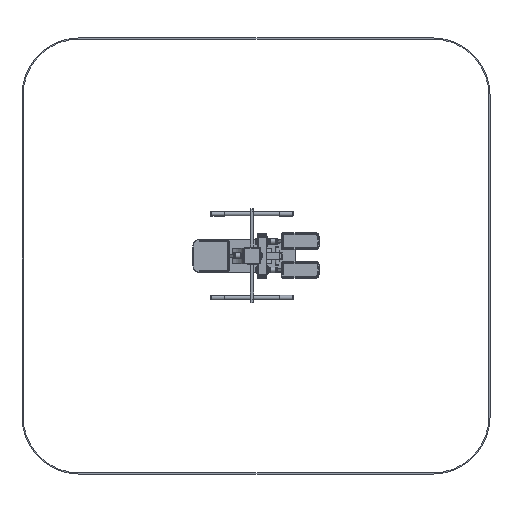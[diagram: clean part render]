
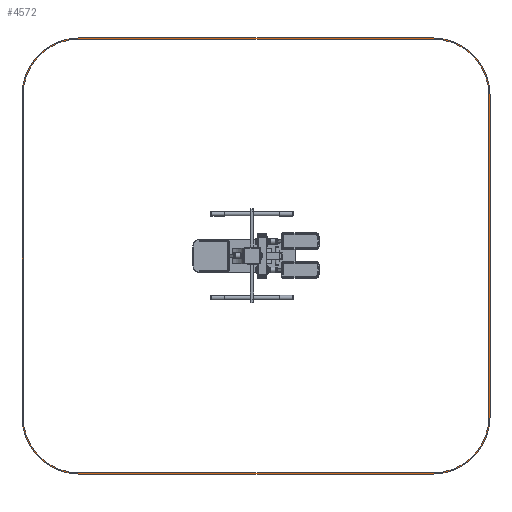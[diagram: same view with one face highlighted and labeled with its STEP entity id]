
A CAD part, top view. The second image highlights one B-rep face of the part: STEP entity #4572.
In plain terms, the highlighted planar face has unit normal (0, 0, 1).
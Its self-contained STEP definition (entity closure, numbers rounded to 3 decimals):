
#4572=ADVANCED_FACE('',(#12100,#12102),#12104,.F.);
#12100=FACE_BOUND('',#12101,.T.);
#12101=EDGE_LOOP('',(#20547,#20548,#20549,#20550,#20551,#20552,#20553,#20554));
#12102=FACE_BOUND('',#12103,.T.);
#12103=EDGE_LOOP('',(#20555,#20556,#20557,#20558,#20559,#20560,#20561,#20562));
#12104=PLANE('',#12105);
#12105=AXIS2_PLACEMENT_3D('',#12106,#12107,#12108);
#12106=CARTESIAN_POINT('',(0.,0.,0.));
#12107=DIRECTION('',(0.,0.,-1.));
#12108=DIRECTION('',(0.,1.,0.));
#20547=ORIENTED_EDGE('',*,*,#24455,.F.);
#20548=ORIENTED_EDGE('',*,*,#24452,.F.);
#20549=ORIENTED_EDGE('',*,*,#24449,.F.);
#20550=ORIENTED_EDGE('',*,*,#24446,.F.);
#20551=ORIENTED_EDGE('',*,*,#24443,.F.);
#20552=ORIENTED_EDGE('',*,*,#24440,.F.);
#20553=ORIENTED_EDGE('',*,*,#24437,.F.);
#20554=ORIENTED_EDGE('',*,*,#24433,.F.);
#20555=ORIENTED_EDGE('',*,*,#24479,.F.);
#20556=ORIENTED_EDGE('',*,*,#24476,.F.);
#20557=ORIENTED_EDGE('',*,*,#24473,.F.);
#20558=ORIENTED_EDGE('',*,*,#24470,.F.);
#20559=ORIENTED_EDGE('',*,*,#24467,.F.);
#20560=ORIENTED_EDGE('',*,*,#24464,.F.);
#20561=ORIENTED_EDGE('',*,*,#24461,.F.);
#20562=ORIENTED_EDGE('',*,*,#24457,.F.);
#24433=EDGE_CURVE('',#26416,#26417,#26418,.T.);
#24437=EDGE_CURVE('',#26417,#26424,#26425,.T.);
#24440=EDGE_CURVE('',#26424,#26429,#26430,.T.);
#24443=EDGE_CURVE('',#26429,#26434,#26435,.T.);
#24446=EDGE_CURVE('',#26434,#26439,#26440,.T.);
#24449=EDGE_CURVE('',#26439,#26444,#26445,.T.);
#24452=EDGE_CURVE('',#26444,#26449,#26450,.T.);
#24455=EDGE_CURVE('',#26449,#26416,#26454,.T.);
#24457=EDGE_CURVE('',#26456,#26457,#26458,.T.);
#24461=EDGE_CURVE('',#26457,#26464,#26465,.T.);
#24464=EDGE_CURVE('',#26464,#26469,#26470,.T.);
#24467=EDGE_CURVE('',#26469,#26474,#26475,.T.);
#24470=EDGE_CURVE('',#26474,#26479,#26480,.T.);
#24473=EDGE_CURVE('',#26479,#26484,#26485,.T.);
#24476=EDGE_CURVE('',#26484,#26489,#26490,.T.);
#24479=EDGE_CURVE('',#26489,#26456,#26494,.T.);
#26416=VERTEX_POINT('',#29728);
#26417=VERTEX_POINT('',#29729);
#26418=CIRCLE('',#29730,500.);
#26424=VERTEX_POINT('',#29746);
#26425=LINE('',#29747,#29748);
#26429=VERTEX_POINT('',#29757);
#26430=CIRCLE('',#29758,500.);
#26434=VERTEX_POINT('',#29770);
#26435=LINE('',#29771,#29772);
#26439=VERTEX_POINT('',#29781);
#26440=CIRCLE('',#29782,500.);
#26444=VERTEX_POINT('',#29794);
#26445=LINE('',#29795,#29796);
#26449=VERTEX_POINT('',#29805);
#26450=CIRCLE('',#29806,500.);
#26454=LINE('',#29818,#29819);
#26456=VERTEX_POINT('',#29824);
#26457=VERTEX_POINT('',#29825);
#26458=LINE('',#29826,#29827);
#26464=VERTEX_POINT('',#29840);
#26465=CIRCLE('',#29841,490.);
#26469=VERTEX_POINT('',#29853);
#26470=LINE('',#29854,#29855);
#26474=VERTEX_POINT('',#29864);
#26475=CIRCLE('',#29865,490.);
#26479=VERTEX_POINT('',#29877);
#26480=LINE('',#29878,#29879);
#26484=VERTEX_POINT('',#29888);
#26485=CIRCLE('',#29889,490.);
#26489=VERTEX_POINT('',#29901);
#26490=LINE('',#29902,#29903);
#26494=CIRCLE('',#29912,490.);
#29728=CARTESIAN_POINT('',(-2018.321,1413.,0.));
#29729=CARTESIAN_POINT('',(-1518.321,1913.,0.));
#29730=AXIS2_PLACEMENT_3D('',#29731,#29732,#29733);
#29731=CARTESIAN_POINT('',(-1518.321,1413.,0.));
#29732=DIRECTION('',(0.,0.,-1.));
#29733=DIRECTION('',(-1.,0.,0.));
#29746=CARTESIAN_POINT('',(1587.464,1913.,0.));
#29747=CARTESIAN_POINT('',(-1518.321,1913.,0.));
#29748=VECTOR('',#29749,1.);
#29749=DIRECTION('',(1.,0.,0.));
#29757=CARTESIAN_POINT('',(2087.464,1413.,0.));
#29758=AXIS2_PLACEMENT_3D('',#29759,#29760,#29761);
#29759=CARTESIAN_POINT('',(1587.464,1413.,0.));
#29760=DIRECTION('',(0.,0.,-1.));
#29761=DIRECTION('',(0.,1.,0.));
#29770=CARTESIAN_POINT('',(2087.464,-1413.,0.));
#29771=CARTESIAN_POINT('',(2087.464,1413.,0.));
#29772=VECTOR('',#29773,1.);
#29773=DIRECTION('',(0.,-1.,0.));
#29781=CARTESIAN_POINT('',(1587.464,-1913.,0.));
#29782=AXIS2_PLACEMENT_3D('',#29783,#29784,#29785);
#29783=CARTESIAN_POINT('',(1587.464,-1413.,0.));
#29784=DIRECTION('',(0.,0.,-1.));
#29785=DIRECTION('',(1.,0.,0.));
#29794=CARTESIAN_POINT('',(-1518.321,-1913.,0.));
#29795=CARTESIAN_POINT('',(1587.464,-1913.,0.));
#29796=VECTOR('',#29797,1.);
#29797=DIRECTION('',(-1.,0.,0.));
#29805=CARTESIAN_POINT('',(-2018.321,-1413.,0.));
#29806=AXIS2_PLACEMENT_3D('',#29807,#29808,#29809);
#29807=CARTESIAN_POINT('',(-1518.321,-1413.,0.));
#29808=DIRECTION('',(0.,0.,-1.));
#29809=DIRECTION('',(0.,-1.,0.));
#29818=CARTESIAN_POINT('',(-2018.321,-1413.,0.));
#29819=VECTOR('',#29820,1.);
#29820=DIRECTION('',(0.,1.,0.));
#29824=CARTESIAN_POINT('',(-2008.321,1413.,0.));
#29825=CARTESIAN_POINT('',(-2008.321,-1413.,0.));
#29826=CARTESIAN_POINT('',(-2008.321,1413.,0.));
#29827=VECTOR('',#29828,1.);
#29828=DIRECTION('',(0.,-1.,0.));
#29840=CARTESIAN_POINT('',(-1518.321,-1903.,0.));
#29841=AXIS2_PLACEMENT_3D('',#29842,#29843,#29844);
#29842=CARTESIAN_POINT('',(-1518.321,-1413.,0.));
#29843=DIRECTION('',(0.,0.,1.));
#29844=DIRECTION('',(-1.,0.,0.));
#29853=CARTESIAN_POINT('',(1587.464,-1903.,0.));
#29854=CARTESIAN_POINT('',(-1518.321,-1903.,0.));
#29855=VECTOR('',#29856,1.);
#29856=DIRECTION('',(1.,0.,0.));
#29864=CARTESIAN_POINT('',(2077.464,-1413.,0.));
#29865=AXIS2_PLACEMENT_3D('',#29866,#29867,#29868);
#29866=CARTESIAN_POINT('',(1587.464,-1413.,0.));
#29867=DIRECTION('',(0.,0.,1.));
#29868=DIRECTION('',(0.,-1.,0.));
#29877=CARTESIAN_POINT('',(2077.464,1413.,0.));
#29878=CARTESIAN_POINT('',(2077.464,-1413.,0.));
#29879=VECTOR('',#29880,1.);
#29880=DIRECTION('',(0.,1.,0.));
#29888=CARTESIAN_POINT('',(1587.464,1903.,0.));
#29889=AXIS2_PLACEMENT_3D('',#29890,#29891,#29892);
#29890=CARTESIAN_POINT('',(1587.464,1413.,0.));
#29891=DIRECTION('',(0.,0.,1.));
#29892=DIRECTION('',(1.,0.,0.));
#29901=CARTESIAN_POINT('',(-1518.321,1903.,0.));
#29902=CARTESIAN_POINT('',(1587.464,1903.,0.));
#29903=VECTOR('',#29904,1.);
#29904=DIRECTION('',(-1.,0.,0.));
#29912=AXIS2_PLACEMENT_3D('',#29913,#29914,#29915);
#29913=CARTESIAN_POINT('',(-1518.321,1413.,0.));
#29914=DIRECTION('',(0.,0.,1.));
#29915=DIRECTION('',(0.,1.,0.));
